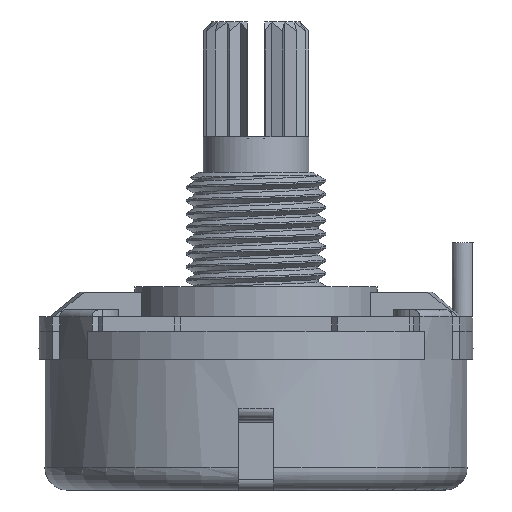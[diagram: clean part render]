
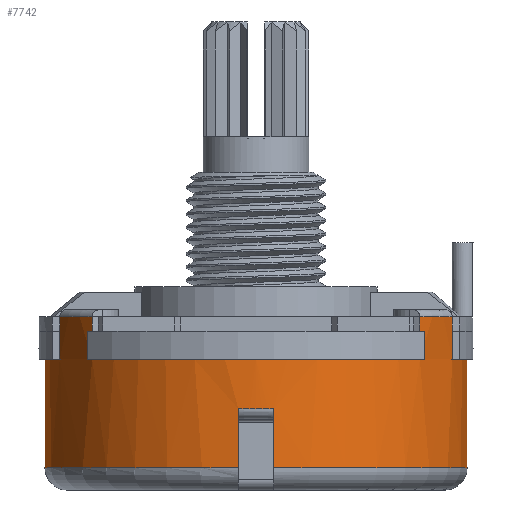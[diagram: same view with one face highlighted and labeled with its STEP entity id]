
A CAD part, left-side view. The second image highlights one B-rep face of the part: STEP entity #7742.
In plain terms, the highlighted cylindrical face has radius 12 mm (diameter 24 mm), a full revolution.
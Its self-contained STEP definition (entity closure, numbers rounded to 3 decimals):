
#190=CYLINDRICAL_SURFACE('',#8238,12.);
#319=LINE('',#11271,#1002);
#320=LINE('',#11275,#1003);
#321=LINE('',#11279,#1004);
#322=LINE('',#11283,#1005);
#323=LINE('',#11287,#1006);
#324=LINE('',#11291,#1007);
#325=LINE('',#11295,#1008);
#326=LINE('',#11299,#1009);
#327=LINE('',#11303,#1010);
#328=LINE('',#11307,#1011);
#329=LINE('',#11312,#1012);
#330=LINE('',#11316,#1013);
#331=LINE('',#11319,#1014);
#1002=VECTOR('',#9021,10.);
#1003=VECTOR('',#9024,10.);
#1004=VECTOR('',#9027,10.);
#1005=VECTOR('',#9030,10.);
#1006=VECTOR('',#9033,10.);
#1007=VECTOR('',#9036,10.);
#1008=VECTOR('',#9039,10.);
#1009=VECTOR('',#9042,12.);
#1010=VECTOR('',#9045,10.);
#1011=VECTOR('',#9048,10.);
#1012=VECTOR('',#9053,10.);
#1013=VECTOR('',#9056,10.);
#1014=VECTOR('',#9059,10.);
#1956=FACE_OUTER_BOUND('',#2426,.T.);
#2426=EDGE_LOOP('',(#5348,#5349,#5350,#5351,#5352,#5353,#5354,#5355,#5356,
#5357,#5358,#5359,#5360,#5361,#5362,#5363,#5364,#5365,#5366,#5367,#5368,
#5369,#5370,#5371,#5372,#5373,#5374,#5375));
#2945=CIRCLE('',#8236,12.);
#2946=CIRCLE('',#8239,12.);
#2947=CIRCLE('',#8240,12.);
#2948=CIRCLE('',#8241,12.);
#2949=CIRCLE('',#8242,12.);
#2950=CIRCLE('',#8243,12.);
#2951=CIRCLE('',#8244,12.);
#2952=CIRCLE('',#8245,12.);
#2953=CIRCLE('',#8246,12.);
#2954=CIRCLE('',#8247,12.);
#2955=CIRCLE('',#8248,12.);
#2956=CIRCLE('',#8249,12.);
#2957=CIRCLE('',#8250,12.);
#2958=CIRCLE('',#8251,12.);
#3404=VERTEX_POINT('',#11237);
#3407=VERTEX_POINT('',#11251);
#3410=VERTEX_POINT('',#11270);
#3411=VERTEX_POINT('',#11272);
#3412=VERTEX_POINT('',#11274);
#3413=VERTEX_POINT('',#11276);
#3414=VERTEX_POINT('',#11278);
#3415=VERTEX_POINT('',#11280);
#3416=VERTEX_POINT('',#11282);
#3417=VERTEX_POINT('',#11284);
#3418=VERTEX_POINT('',#11286);
#3419=VERTEX_POINT('',#11288);
#3420=VERTEX_POINT('',#11290);
#3421=VERTEX_POINT('',#11292);
#3422=VERTEX_POINT('',#11294);
#3423=VERTEX_POINT('',#11296);
#3424=VERTEX_POINT('',#11298);
#3425=VERTEX_POINT('',#11300);
#3426=VERTEX_POINT('',#11302);
#3427=VERTEX_POINT('',#11304);
#3428=VERTEX_POINT('',#11306);
#3429=VERTEX_POINT('',#11309);
#3430=VERTEX_POINT('',#11311);
#3431=VERTEX_POINT('',#11313);
#3432=VERTEX_POINT('',#11315);
#3433=VERTEX_POINT('',#11317);
#4151=EDGE_CURVE('',#3407,#3404,#2945,.T.);
#4155=EDGE_CURVE('',#3410,#3407,#319,.T.);
#4156=EDGE_CURVE('',#3411,#3410,#2946,.T.);
#4157=EDGE_CURVE('',#3411,#3412,#320,.T.);
#4158=EDGE_CURVE('',#3412,#3413,#2947,.T.);
#4159=EDGE_CURVE('',#3413,#3414,#321,.T.);
#4160=EDGE_CURVE('',#3415,#3414,#2948,.T.);
#4161=EDGE_CURVE('',#3415,#3416,#322,.T.);
#4162=EDGE_CURVE('',#3417,#3416,#2949,.T.);
#4163=EDGE_CURVE('',#3418,#3417,#323,.T.);
#4164=EDGE_CURVE('',#3419,#3418,#2950,.T.);
#4165=EDGE_CURVE('',#3419,#3420,#324,.T.);
#4166=EDGE_CURVE('',#3421,#3420,#2951,.T.);
#4167=EDGE_CURVE('',#3422,#3421,#325,.T.);
#4168=EDGE_CURVE('',#3423,#3422,#2952,.T.);
#4169=EDGE_CURVE('',#3423,#3424,#326,.T.);
#4170=EDGE_CURVE('',#3425,#3424,#2953,.T.);
#4171=EDGE_CURVE('',#3425,#3426,#327,.T.);
#4172=EDGE_CURVE('',#3427,#3426,#2954,.T.);
#4173=EDGE_CURVE('',#3427,#3428,#328,.T.);
#4174=EDGE_CURVE('',#3424,#3428,#2955,.T.);
#4175=EDGE_CURVE('',#3429,#3423,#2956,.T.);
#4176=EDGE_CURVE('',#3429,#3430,#329,.T.);
#4177=EDGE_CURVE('',#3431,#3430,#2957,.T.);
#4178=EDGE_CURVE('',#3432,#3431,#330,.T.);
#4179=EDGE_CURVE('',#3433,#3432,#2958,.T.);
#4180=EDGE_CURVE('',#3433,#3404,#331,.T.);
#5348=ORIENTED_EDGE('',*,*,#4151,.F.);
#5349=ORIENTED_EDGE('',*,*,#4155,.F.);
#5350=ORIENTED_EDGE('',*,*,#4156,.F.);
#5351=ORIENTED_EDGE('',*,*,#4157,.T.);
#5352=ORIENTED_EDGE('',*,*,#4158,.T.);
#5353=ORIENTED_EDGE('',*,*,#4159,.T.);
#5354=ORIENTED_EDGE('',*,*,#4160,.F.);
#5355=ORIENTED_EDGE('',*,*,#4161,.T.);
#5356=ORIENTED_EDGE('',*,*,#4162,.F.);
#5357=ORIENTED_EDGE('',*,*,#4163,.F.);
#5358=ORIENTED_EDGE('',*,*,#4164,.F.);
#5359=ORIENTED_EDGE('',*,*,#4165,.T.);
#5360=ORIENTED_EDGE('',*,*,#4166,.F.);
#5361=ORIENTED_EDGE('',*,*,#4167,.F.);
#5362=ORIENTED_EDGE('',*,*,#4168,.F.);
#5363=ORIENTED_EDGE('',*,*,#4169,.T.);
#5364=ORIENTED_EDGE('',*,*,#4170,.F.);
#5365=ORIENTED_EDGE('',*,*,#4171,.T.);
#5366=ORIENTED_EDGE('',*,*,#4172,.F.);
#5367=ORIENTED_EDGE('',*,*,#4173,.T.);
#5368=ORIENTED_EDGE('',*,*,#4174,.F.);
#5369=ORIENTED_EDGE('',*,*,#4169,.F.);
#5370=ORIENTED_EDGE('',*,*,#4175,.F.);
#5371=ORIENTED_EDGE('',*,*,#4176,.T.);
#5372=ORIENTED_EDGE('',*,*,#4177,.F.);
#5373=ORIENTED_EDGE('',*,*,#4178,.F.);
#5374=ORIENTED_EDGE('',*,*,#4179,.F.);
#5375=ORIENTED_EDGE('',*,*,#4180,.T.);
#7742=ADVANCED_FACE('',(#1956),#190,.T.);
#8236=AXIS2_PLACEMENT_3D('',#11262,#9012,#9013);
#8238=AXIS2_PLACEMENT_3D('',#11269,#9019,#9020);
#8239=AXIS2_PLACEMENT_3D('',#11273,#9022,#9023);
#8240=AXIS2_PLACEMENT_3D('',#11277,#9025,#9026);
#8241=AXIS2_PLACEMENT_3D('',#11281,#9028,#9029);
#8242=AXIS2_PLACEMENT_3D('',#11285,#9031,#9032);
#8243=AXIS2_PLACEMENT_3D('',#11289,#9034,#9035);
#8244=AXIS2_PLACEMENT_3D('',#11293,#9037,#9038);
#8245=AXIS2_PLACEMENT_3D('',#11297,#9040,#9041);
#8246=AXIS2_PLACEMENT_3D('',#11301,#9043,#9044);
#8247=AXIS2_PLACEMENT_3D('',#11305,#9046,#9047);
#8248=AXIS2_PLACEMENT_3D('',#11308,#9049,#9050);
#8249=AXIS2_PLACEMENT_3D('',#11310,#9051,#9052);
#8250=AXIS2_PLACEMENT_3D('',#11314,#9054,#9055);
#8251=AXIS2_PLACEMENT_3D('',#11318,#9057,#9058);
#9012=DIRECTION('center_axis',(0.,0.,1.));
#9013=DIRECTION('ref_axis',(0.512,0.859,0.));
#9019=DIRECTION('center_axis',(0.,0.,1.));
#9020=DIRECTION('ref_axis',(1.,0.,0.));
#9021=DIRECTION('',(0.,0.,1.));
#9022=DIRECTION('center_axis',(0.,0.,1.));
#9023=DIRECTION('ref_axis',(1.,0.,0.));
#9024=DIRECTION('',(0.,0.,-1.));
#9025=DIRECTION('center_axis',(0.,0.,-1.));
#9026=DIRECTION('ref_axis',(1.,0.,0.));
#9027=DIRECTION('',(0.,0.,1.));
#9028=DIRECTION('center_axis',(0.,0.,1.));
#9029=DIRECTION('ref_axis',(1.,0.,0.));
#9030=DIRECTION('',(0.,0.,1.));
#9031=DIRECTION('center_axis',(0.,0.,1.));
#9032=DIRECTION('ref_axis',(0.512,-0.859,0.));
#9033=DIRECTION('',(0.,0.,1.));
#9034=DIRECTION('center_axis',(0.,0.,1.));
#9035=DIRECTION('ref_axis',(1.,0.,0.));
#9036=DIRECTION('',(0.,0.,1.));
#9037=DIRECTION('center_axis',(0.,0.,1.));
#9038=DIRECTION('ref_axis',(-0.512,-0.859,0.));
#9039=DIRECTION('',(0.,0.,1.));
#9040=DIRECTION('center_axis',(0.,0.,1.));
#9041=DIRECTION('ref_axis',(1.,0.,0.));
#9042=DIRECTION('',(0.,0.,-1.));
#9043=DIRECTION('center_axis',(0.,0.,-1.));
#9044=DIRECTION('ref_axis',(-1.,0.,0.));
#9045=DIRECTION('',(0.,0.,-1.));
#9046=DIRECTION('center_axis',(0.,0.,-1.));
#9047=DIRECTION('ref_axis',(1.,0.,0.));
#9048=DIRECTION('',(0.,0.,1.));
#9049=DIRECTION('center_axis',(0.,0.,-1.));
#9050=DIRECTION('ref_axis',(-1.,0.,0.));
#9051=DIRECTION('center_axis',(0.,0.,1.));
#9052=DIRECTION('ref_axis',(1.,0.,0.));
#9053=DIRECTION('',(0.,0.,1.));
#9054=DIRECTION('center_axis',(0.,0.,1.));
#9055=DIRECTION('ref_axis',(-0.512,0.859,0.));
#9056=DIRECTION('',(0.,0.,1.));
#9057=DIRECTION('center_axis',(0.,0.,1.));
#9058=DIRECTION('ref_axis',(1.,0.,0.));
#9059=DIRECTION('',(0.,0.,1.));
#11237=CARTESIAN_POINT('',(4.526,11.114,9.8));
#11251=CARTESIAN_POINT('',(7.613,9.276,9.8));
#11262=CARTESIAN_POINT('Origin',(0.,0.,9.8));
#11269=CARTESIAN_POINT('Origin',(0.,0.,0.));
#11270=CARTESIAN_POINT('',(7.613,9.276,7.4));
#11271=CARTESIAN_POINT('',(7.613,9.276,7.4));
#11272=CARTESIAN_POINT('',(8.471,8.5,7.4));
#11273=CARTESIAN_POINT('Origin',(0.,0.,7.4));
#11274=CARTESIAN_POINT('',(8.471,8.5,5.));
#11275=CARTESIAN_POINT('',(8.471,8.5,0.));
#11276=CARTESIAN_POINT('',(8.471,-8.5,5.));
#11277=CARTESIAN_POINT('Origin',(0.,0.,5.));
#11278=CARTESIAN_POINT('',(8.471,-8.5,7.4));
#11279=CARTESIAN_POINT('',(8.471,-8.5,0.));
#11280=CARTESIAN_POINT('',(7.613,-9.276,7.4));
#11281=CARTESIAN_POINT('Origin',(0.,0.,7.4));
#11282=CARTESIAN_POINT('',(7.613,-9.276,9.8));
#11283=CARTESIAN_POINT('',(7.613,-9.276,7.4));
#11284=CARTESIAN_POINT('',(4.526,-11.114,9.8));
#11285=CARTESIAN_POINT('Origin',(0.,0.,9.8));
#11286=CARTESIAN_POINT('',(4.526,-11.114,7.4));
#11287=CARTESIAN_POINT('',(4.526,-11.114,7.4));
#11288=CARTESIAN_POINT('',(-4.526,-11.114,7.4));
#11289=CARTESIAN_POINT('Origin',(0.,0.,7.4));
#11290=CARTESIAN_POINT('',(-4.526,-11.114,9.8));
#11291=CARTESIAN_POINT('',(-4.526,-11.114,7.4));
#11292=CARTESIAN_POINT('',(-7.613,-9.276,9.8));
#11293=CARTESIAN_POINT('Origin',(0.,0.,9.8));
#11294=CARTESIAN_POINT('',(-7.613,-9.276,7.4));
#11295=CARTESIAN_POINT('',(-7.613,-9.276,7.4));
#11296=CARTESIAN_POINT('',(-12.,0.,7.4));
#11297=CARTESIAN_POINT('Origin',(0.,0.,7.4));
#11298=CARTESIAN_POINT('',(-12.,0.,4.6));
#11299=CARTESIAN_POINT('',(-12.,0.,0.));
#11300=CARTESIAN_POINT('',(-11.958,-1.,4.6));
#11301=CARTESIAN_POINT('Origin',(0.,0.,4.6));
#11302=CARTESIAN_POINT('',(-11.958,-1.,1.25));
#11303=CARTESIAN_POINT('',(-11.958,-1.,0.));
#11304=CARTESIAN_POINT('',(-11.958,1.,1.25));
#11305=CARTESIAN_POINT('Origin',(0.,0.,1.25));
#11306=CARTESIAN_POINT('',(-11.958,1.,4.6));
#11307=CARTESIAN_POINT('',(-11.958,1.,0.));
#11308=CARTESIAN_POINT('Origin',(0.,0.,4.6));
#11309=CARTESIAN_POINT('',(-7.613,9.276,7.4));
#11310=CARTESIAN_POINT('Origin',(0.,0.,7.4));
#11311=CARTESIAN_POINT('',(-7.613,9.276,9.8));
#11312=CARTESIAN_POINT('',(-7.613,9.276,7.4));
#11313=CARTESIAN_POINT('',(-4.526,11.114,9.8));
#11314=CARTESIAN_POINT('Origin',(0.,0.,9.8));
#11315=CARTESIAN_POINT('',(-4.526,11.114,7.4));
#11316=CARTESIAN_POINT('',(-4.526,11.114,7.4));
#11317=CARTESIAN_POINT('',(4.526,11.114,7.4));
#11318=CARTESIAN_POINT('Origin',(0.,0.,7.4));
#11319=CARTESIAN_POINT('',(4.526,11.114,7.4));
